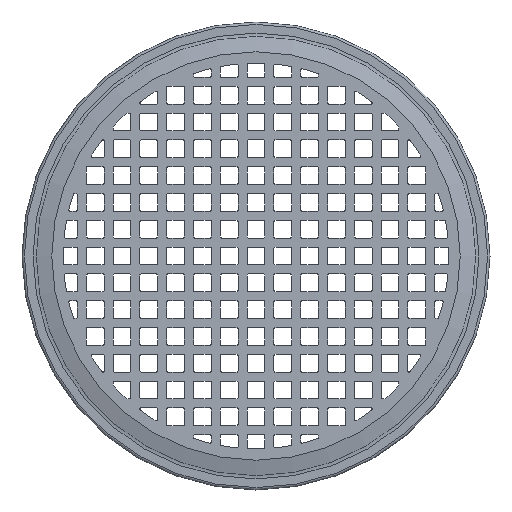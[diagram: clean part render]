
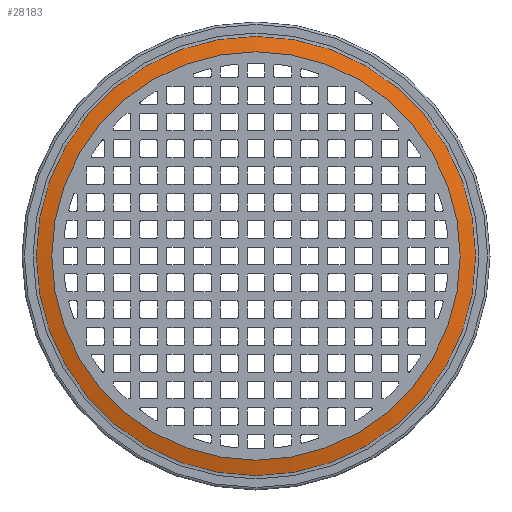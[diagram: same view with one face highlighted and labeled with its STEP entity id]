
A CAD part, front view. The second image highlights one B-rep face of the part: STEP entity #28183.
In plain terms, the highlighted conical face has half-angle 75.5 degrees and reference radius 45.72 mm.
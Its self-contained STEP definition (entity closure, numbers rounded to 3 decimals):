
#1289=LINE('',#40891,#4098);
#4098=VECTOR('',#32480,45.72);
#6907=CONICAL_SURFACE('',#29664,45.72,1.318);
#7602=FACE_OUTER_BOUND('',#9062,.T.);
#9062=EDGE_LOOP('',(#19511,#19512,#19513,#19514));
#10888=CIRCLE('',#29661,49.161);
#10891=CIRCLE('',#29665,45.72);
#12276=VERTEX_POINT('',#40884);
#12278=VERTEX_POINT('',#40890);
#15168=EDGE_CURVE('',#12276,#12276,#10888,.T.);
#15171=EDGE_CURVE('',#12276,#12278,#1289,.T.);
#15172=EDGE_CURVE('',#12278,#12278,#10891,.T.);
#19511=ORIENTED_EDGE('',*,*,#15168,.T.);
#19512=ORIENTED_EDGE('',*,*,#15171,.T.);
#19513=ORIENTED_EDGE('',*,*,#15172,.F.);
#19514=ORIENTED_EDGE('',*,*,#15171,.F.);
#28183=ADVANCED_FACE('',(#7602),#6907,.T.);
#29661=AXIS2_PLACEMENT_3D('',#40885,#32472,#32473);
#29664=AXIS2_PLACEMENT_3D('',#40889,#32478,#32479);
#29665=AXIS2_PLACEMENT_3D('',#40892,#32481,#32482);
#32472=DIRECTION('center_axis',(0.,1.,0.));
#32473=DIRECTION('ref_axis',(0.,0.,-1.));
#32478=DIRECTION('center_axis',(0.,-1.,0.));
#32479=DIRECTION('ref_axis',(0.,0.,1.));
#32480=DIRECTION('',(0.,0.25,0.968));
#32481=DIRECTION('center_axis',(0.,1.,0.));
#32482=DIRECTION('ref_axis',(0.,0.,-1.));
#40884=CARTESIAN_POINT('',(0.,12.796,-49.161));
#40885=CARTESIAN_POINT('Origin',(0.,12.796,0.));
#40889=CARTESIAN_POINT('Origin',(0.,13.685,0.));
#40890=CARTESIAN_POINT('',(0.,13.685,-45.72));
#40891=CARTESIAN_POINT('',(0.,13.685,-45.72));
#40892=CARTESIAN_POINT('Origin',(0.,13.685,0.));
